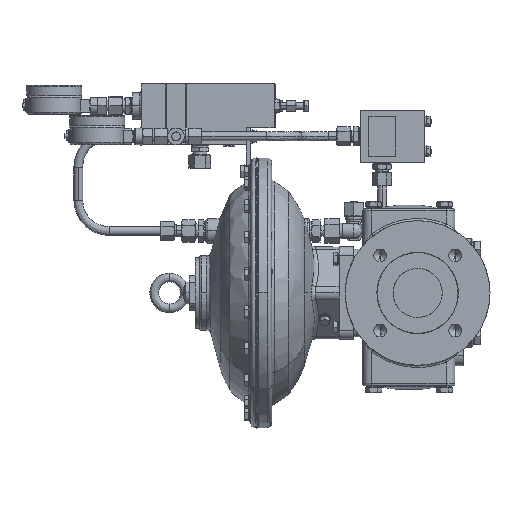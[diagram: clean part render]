
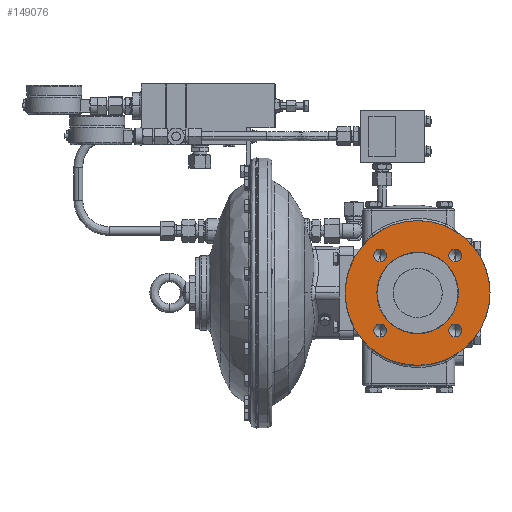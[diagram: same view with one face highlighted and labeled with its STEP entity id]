
A CAD part, left-side view. The second image highlights one B-rep face of the part: STEP entity #149076.
In plain terms, the highlighted planar face has unit normal (-1, 0, 0).
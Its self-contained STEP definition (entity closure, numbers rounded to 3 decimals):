
#865 = CIRCLE ( 'NONE', #20130, 7.25 ) ;
#1092 = CARTESIAN_POINT ( 'NONE',  ( -63.5, 32.78, -42.78 ) ) ;
#2533 = CARTESIAN_POINT ( 'NONE',  ( -63.5, -10., 0. ) ) ;
#4102 = CARTESIAN_POINT ( 'NONE',  ( -63.5, 32.78, -42.78 ) ) ;
#4386 = CARTESIAN_POINT ( 'NONE',  ( -63.5, -10., 0. ) ) ;
#6748 = AXIS2_PLACEMENT_3D ( 'NONE', #129142, #128936, #128815 ) ;
#7711 = FACE_BOUND ( 'NONE', #119565, .T. ) ;
#8885 = AXIS2_PLACEMENT_3D ( 'NONE', #31648, #116387, #43818 ) ;
#9095 = CARTESIAN_POINT ( 'NONE',  ( -63.5, -10., 82.5 ) ) ;
#10212 = CIRCLE ( 'NONE', #119775, 7.25 ) ;
#10274 = VERTEX_POINT ( 'NONE', #33628 ) ;
#10629 = CIRCLE ( 'NONE', #6748, 82.5 ) ;
#12649 = ORIENTED_EDGE ( 'NONE', *, *, #45566, .F. ) ;
#13362 = DIRECTION ( 'NONE',  ( 0., 0., 1. ) ) ;
#14715 = EDGE_CURVE ( 'NONE', #150265, #152882, #10629, .T. ) ;
#14838 = DIRECTION ( 'NONE',  ( 0., 1., 0. ) ) ;
#16392 = DIRECTION ( 'NONE',  ( 0., 0., 1. ) ) ;
#16676 = DIRECTION ( 'NONE',  ( 0., 0., 1. ) ) ;
#17576 = CIRCLE ( 'NONE', #59052, 7.25 ) ;
#19205 = AXIS2_PLACEMENT_3D ( 'NONE', #117911, #45380, #130050 ) ;
#20130 = AXIS2_PLACEMENT_3D ( 'NONE', #131305, #58852, #143406 ) ;
#20676 = CIRCLE ( 'NONE', #85776, 7.25 ) ;
#21446 = PLANE ( 'NONE',  #127857 ) ;
#21743 = ORIENTED_EDGE ( 'NONE', *, *, #14715, .F. ) ;
#22383 = DIRECTION ( 'NONE',  ( -1., 0., 0. ) ) ;
#24353 = EDGE_LOOP ( 'NONE', ( #129526, #139969 ) ) ;
#28923 = CARTESIAN_POINT ( 'NONE',  ( -63.5, 32.78, 50.03 ) ) ;
#29674 = CIRCLE ( 'NONE', #107539, 7.25 ) ;
#31245 = CIRCLE ( 'NONE', #19205, 7.25 ) ;
#31648 = CARTESIAN_POINT ( 'NONE',  ( -63.5, -10., 0. ) ) ;
#32578 = FACE_BOUND ( 'NONE', #102770, .T. ) ;
#33082 = ORIENTED_EDGE ( 'NONE', *, *, #45300, .F. ) ;
#33628 = CARTESIAN_POINT ( 'NONE',  ( -63.5, -56.5, 0. ) ) ;
#35403 = EDGE_LOOP ( 'NONE', ( #154750, #33082 ) ) ;
#35553 = AXIS2_PLACEMENT_3D ( 'NONE', #120005, #47499, #132145 ) ;
#37375 = CARTESIAN_POINT ( 'NONE',  ( -63.5, 32.78, -50.03 ) ) ;
#38175 = CARTESIAN_POINT ( 'NONE',  ( -63.5, -52.78, -50.03 ) ) ;
#39414 = CARTESIAN_POINT ( 'NONE',  ( -63.5, -52.78, 42.78 ) ) ;
#41284 = ORIENTED_EDGE ( 'NONE', *, *, #48136, .F. ) ;
#42060 = VERTEX_POINT ( 'NONE', #149288 ) ;
#43818 = DIRECTION ( 'NONE',  ( 0., 1., 0. ) ) ;
#43828 = CARTESIAN_POINT ( 'NONE',  ( -63.5, -10., -82.5 ) ) ;
#43895 = EDGE_CURVE ( 'NONE', #133046, #42060, #29674, .T. ) ;
#44369 = EDGE_CURVE ( 'NONE', #96886, #90460, #865, .T. ) ;
#44600 = EDGE_CURVE ( 'NONE', #46528, #10274, #156054, .T. ) ;
#45112 = EDGE_CURVE ( 'NONE', #138307, #55625, #10212, .T. ) ;
#45300 = EDGE_CURVE ( 'NONE', #77031, #122905, #31245, .T. ) ;
#45332 = EDGE_CURVE ( 'NONE', #122905, #77031, #107100, .T. ) ;
#45380 = DIRECTION ( 'NONE',  ( -1., 0., 0. ) ) ;
#45566 = EDGE_CURVE ( 'NONE', #42060, #133046, #148456, .T. ) ;
#46528 = VERTEX_POINT ( 'NONE', #137438 ) ;
#46720 = EDGE_CURVE ( 'NONE', #55625, #138307, #17576, .T. ) ;
#47499 = DIRECTION ( 'NONE',  ( -1., 0., 0. ) ) ;
#48136 = EDGE_CURVE ( 'NONE', #10274, #46528, #110290, .T. ) ;
#49492 = EDGE_CURVE ( 'NONE', #90460, #96886, #20676, .T. ) ;
#49606 = CARTESIAN_POINT ( 'NONE',  ( -63.5, 32.78, -35.53 ) ) ;
#50027 = ORIENTED_EDGE ( 'NONE', *, *, #110050, .F. ) ;
#51626 = DIRECTION ( 'NONE',  ( 0., 0., 1. ) ) ;
#52378 = DIRECTION ( 'NONE',  ( -1., 0., 0. ) ) ;
#55625 = VERTEX_POINT ( 'NONE', #37375 ) ;
#57070 = CARTESIAN_POINT ( 'NONE',  ( -63.5, 32.78, 35.53 ) ) ;
#58113 = DIRECTION ( 'NONE',  ( 1., 0., 0. ) ) ;
#58852 = DIRECTION ( 'NONE',  ( -1., 0., 0. ) ) ;
#59052 = AXIS2_PLACEMENT_3D ( 'NONE', #1092, #86120, #13362 ) ;
#59970 = AXIS2_PLACEMENT_3D ( 'NONE', #39414, #124149, #51626 ) ;
#61474 = CIRCLE ( 'NONE', #130485, 82.5 ) ;
#72474 = ORIENTED_EDGE ( 'NONE', *, *, #46720, .F. ) ;
#77031 = VERTEX_POINT ( 'NONE', #38175 ) ;
#83832 = EDGE_LOOP ( 'NONE', ( #148573, #72474 ) ) ;
#85776 = AXIS2_PLACEMENT_3D ( 'NONE', #124915, #52378, #137009 ) ;
#86120 = DIRECTION ( 'NONE',  ( -1., 0., 0. ) ) ;
#87072 = EDGE_LOOP ( 'NONE', ( #50027, #21743 ) ) ;
#87585 = DIRECTION ( 'NONE',  ( -1., 0., 0. ) ) ;
#89148 = DIRECTION ( 'NONE',  ( -1., 0., 0. ) ) ;
#89430 = DIRECTION ( 'NONE',  ( 1., 0., 0. ) ) ;
#90460 = VERTEX_POINT ( 'NONE', #57070 ) ;
#93291 = FACE_OUTER_BOUND ( 'NONE', #87072, .T. ) ;
#95114 = CARTESIAN_POINT ( 'NONE',  ( -63.5, -52.78, 42.78 ) ) ;
#96886 = VERTEX_POINT ( 'NONE', #28923 ) ;
#97107 = FACE_BOUND ( 'NONE', #24353, .T. ) ;
#102770 = EDGE_LOOP ( 'NONE', ( #12649, #146057 ) ) ;
#107100 = CIRCLE ( 'NONE', #35553, 7.25 ) ;
#107221 = DIRECTION ( 'NONE',  ( 0., 0., 1. ) ) ;
#107539 = AXIS2_PLACEMENT_3D ( 'NONE', #95114, #22383, #107221 ) ;
#110050 = EDGE_CURVE ( 'NONE', #152882, #150265, #61474, .T. ) ;
#110290 = CIRCLE ( 'NONE', #147157, 46.5 ) ;
#116387 = DIRECTION ( 'NONE',  ( -1., 0., 0. ) ) ;
#117911 = CARTESIAN_POINT ( 'NONE',  ( -63.5, -52.78, -42.78 ) ) ;
#119565 = EDGE_LOOP ( 'NONE', ( #151458, #41284 ) ) ;
#119775 = AXIS2_PLACEMENT_3D ( 'NONE', #4102, #89148, #16392 ) ;
#120005 = CARTESIAN_POINT ( 'NONE',  ( -63.5, -52.78, -42.78 ) ) ;
#122905 = VERTEX_POINT ( 'NONE', #138597 ) ;
#124149 = DIRECTION ( 'NONE',  ( -1., 0., 0. ) ) ;
#124915 = CARTESIAN_POINT ( 'NONE',  ( -63.5, 32.78, 42.78 ) ) ;
#125418 = FACE_BOUND ( 'NONE', #83832, .T. ) ;
#127857 = AXIS2_PLACEMENT_3D ( 'NONE', #130593, #58113, #142670 ) ;
#128815 = DIRECTION ( 'NONE',  ( 0., 0., 1. ) ) ;
#128936 = DIRECTION ( 'NONE',  ( 1., 0., 0. ) ) ;
#129142 = CARTESIAN_POINT ( 'NONE',  ( -63.5, -10., 0. ) ) ;
#129526 = ORIENTED_EDGE ( 'NONE', *, *, #44369, .F. ) ;
#130050 = DIRECTION ( 'NONE',  ( 0., 0., 1. ) ) ;
#130485 = AXIS2_PLACEMENT_3D ( 'NONE', #4386, #89430, #16676 ) ;
#130593 = CARTESIAN_POINT ( 'NONE',  ( -63.5, 36.5, 0. ) ) ;
#131305 = CARTESIAN_POINT ( 'NONE',  ( -63.5, 32.78, 42.78 ) ) ;
#132145 = DIRECTION ( 'NONE',  ( 0., 0., 1. ) ) ;
#132984 = FACE_BOUND ( 'NONE', #35403, .T. ) ;
#133046 = VERTEX_POINT ( 'NONE', #139509 ) ;
#137009 = DIRECTION ( 'NONE',  ( 0., 0., 1. ) ) ;
#137438 = CARTESIAN_POINT ( 'NONE',  ( -63.5, 36.5, 0. ) ) ;
#138307 = VERTEX_POINT ( 'NONE', #49606 ) ;
#138597 = CARTESIAN_POINT ( 'NONE',  ( -63.5, -52.78, -35.53 ) ) ;
#139509 = CARTESIAN_POINT ( 'NONE',  ( -63.5, -52.78, 35.53 ) ) ;
#139969 = ORIENTED_EDGE ( 'NONE', *, *, #49492, .F. ) ;
#142670 = DIRECTION ( 'NONE',  ( 0., 1., 0. ) ) ;
#143406 = DIRECTION ( 'NONE',  ( 0., 0., 1. ) ) ;
#146057 = ORIENTED_EDGE ( 'NONE', *, *, #43895, .F. ) ;
#147157 = AXIS2_PLACEMENT_3D ( 'NONE', #2533, #87585, #14838 ) ;
#148456 = CIRCLE ( 'NONE', #59970, 7.25 ) ;
#148573 = ORIENTED_EDGE ( 'NONE', *, *, #45112, .F. ) ;
#149076 = ADVANCED_FACE ( 'NONE', ( #32578, #132984, #125418, #7711, #93291, #97107 ), #21446, .F. ) ;
#149288 = CARTESIAN_POINT ( 'NONE',  ( -63.5, -52.78, 50.03 ) ) ;
#150265 = VERTEX_POINT ( 'NONE', #43828 ) ;
#151458 = ORIENTED_EDGE ( 'NONE', *, *, #44600, .F. ) ;
#152882 = VERTEX_POINT ( 'NONE', #9095 ) ;
#154750 = ORIENTED_EDGE ( 'NONE', *, *, #45332, .F. ) ;
#156054 = CIRCLE ( 'NONE', #8885, 46.5 ) ;
